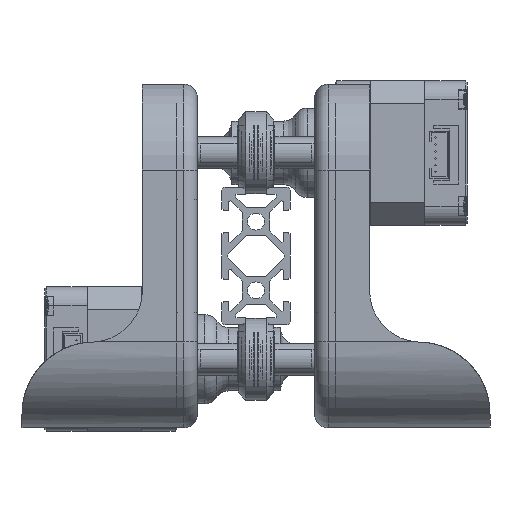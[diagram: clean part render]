
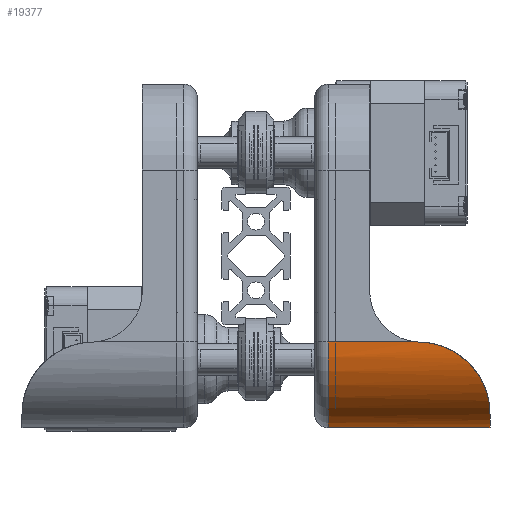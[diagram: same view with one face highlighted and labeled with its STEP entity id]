
A CAD part, left-side view. The second image highlights one B-rep face of the part: STEP entity #19377.
In plain terms, the highlighted cylindrical face has radius 25 mm (diameter 50 mm), a partial arc.
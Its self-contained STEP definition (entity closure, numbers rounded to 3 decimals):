
#18750=CARTESIAN_POINT('',(261.944,692.402,109.));
#18751=VERTEX_POINT('',#18750);
#18752=CARTESIAN_POINT('',(261.944,739.402,109.));
#18753=VERTEX_POINT('',#18752);
#18754=CARTESIAN_POINT('',(261.944,692.402,109.));
#18755=DIRECTION('',(-0.,1.,-0.));
#18756=VECTOR('',#18755,47.);
#18757=LINE('',#18754,#18756);
#18758=EDGE_CURVE('',#18751,#18753,#18757,.T.);
#18798=CARTESIAN_POINT('',(236.944,739.402,134.));
#18799=VERTEX_POINT('',#18798);
#18806=CARTESIAN_POINT('',(236.944,713.402,134.));
#18807=VERTEX_POINT('',#18806);
#18808=CARTESIAN_POINT('',(236.944,739.402,134.));
#18809=DIRECTION('',(0.,-1.,0.));
#18810=VECTOR('',#18809,26.);
#18811=LINE('',#18808,#18810);
#18812=EDGE_CURVE('',#18799,#18807,#18811,.T.);
#19297=CARTESIAN_POINT('',(261.944,740.402,134.));
#19298=DIRECTION('',(0.,-1.,0.));
#19299=DIRECTION('',(0.,-0.,-1.));
#19300=AXIS2_PLACEMENT_3D('',#19297,#19298,#19299);
#19301=CYLINDRICAL_SURFACE('',#19300,25.);
#19302=ORIENTED_EDGE('',*,*,#18812,.F.);
#19303=CARTESIAN_POINT('',(261.944,739.402,134.));
#19304=DIRECTION('',(-0.,-1.,0.));
#19305=DIRECTION('',(0.,0.,1.));
#19306=AXIS2_PLACEMENT_3D('',#19303,#19304,#19305);
#19307=CIRCLE('',#19306,25.);
#19308=EDGE_CURVE('',#18799,#18753,#19307,.T.);
#19309=ORIENTED_EDGE('',*,*,#19308,.T.);
#19310=ORIENTED_EDGE('',*,*,#18758,.F.);
#19311=CARTESIAN_POINT('',(248.379,692.402,113.));
#19312=VERTEX_POINT('',#19311);
#19313=CARTESIAN_POINT('',(261.944,692.402,134.));
#19314=DIRECTION('',(0.,-1.,0.));
#19315=DIRECTION('',(0.,-0.,-1.));
#19316=AXIS2_PLACEMENT_3D('',#19313,#19314,#19315);
#19317=CIRCLE('',#19316,25.);
#19318=EDGE_CURVE('',#19312,#18751,#19317,.T.);
#19319=ORIENTED_EDGE('',*,*,#19318,.F.);
#19320=CARTESIAN_POINT('',(248.379,692.402,113.));
#19321=CARTESIAN_POINT('',(247.082,692.402,113.838));
#19322=CARTESIAN_POINT('',(245.882,692.451,114.782));
#19323=CARTESIAN_POINT('',(244.776,692.593,115.826));
#19324=CARTESIAN_POINT('',(244.224,692.664,116.349));
#19325=CARTESIAN_POINT('',(243.695,692.758,116.896));
#19326=CARTESIAN_POINT('',(243.19,692.883,117.468));
#19327=CARTESIAN_POINT('',(242.686,693.007,118.04));
#19328=CARTESIAN_POINT('',(242.216,693.16,118.627));
#19329=CARTESIAN_POINT('',(241.779,693.345,119.222));
#19330=CARTESIAN_POINT('',(240.906,693.714,120.414));
#19331=CARTESIAN_POINT('',(240.165,694.212,121.646));
#19332=CARTESIAN_POINT('',(239.545,694.88,122.896));
#19333=CARTESIAN_POINT('',(239.39,695.046,123.208));
#19334=CARTESIAN_POINT('',(239.244,695.223,123.52));
#19335=CARTESIAN_POINT('',(239.107,695.408,123.827));
#19336=CARTESIAN_POINT('',(238.97,695.593,124.134));
#19337=CARTESIAN_POINT('',(238.842,695.787,124.439));
#19338=CARTESIAN_POINT('',(238.722,695.989,124.739));
#19339=CARTESIAN_POINT('',(238.483,696.395,125.34));
#19340=CARTESIAN_POINT('',(238.276,696.835,125.927));
#19341=CARTESIAN_POINT('',(238.096,697.313,126.497));
#19342=CARTESIAN_POINT('',(238.007,697.552,126.782));
#19343=CARTESIAN_POINT('',(237.924,697.801,127.062));
#19344=CARTESIAN_POINT('',(237.848,698.058,127.338));
#19345=CARTESIAN_POINT('',(237.772,698.316,127.614));
#19346=CARTESIAN_POINT('',(237.702,698.584,127.886));
#19347=CARTESIAN_POINT('',(237.638,698.858,128.149));
#19348=CARTESIAN_POINT('',(237.512,699.407,128.675));
#19349=CARTESIAN_POINT('',(237.41,699.982,129.171));
#19350=CARTESIAN_POINT('',(237.328,700.584,129.635));
#19351=CARTESIAN_POINT('',(237.246,701.186,130.099));
#19352=CARTESIAN_POINT('',(237.182,701.815,130.531));
#19353=CARTESIAN_POINT('',(237.133,702.471,130.931));
#19354=CARTESIAN_POINT('',(237.108,702.799,131.131));
#19355=CARTESIAN_POINT('',(237.087,703.135,131.323));
#19356=CARTESIAN_POINT('',(237.069,703.474,131.505));
#19357=CARTESIAN_POINT('',(237.05,703.813,131.687));
#19358=CARTESIAN_POINT('',(237.035,704.156,131.859));
#19359=CARTESIAN_POINT('',(237.022,704.503,132.021));
#19360=CARTESIAN_POINT('',(236.971,705.89,132.67));
#19361=CARTESIAN_POINT('',(236.956,707.337,133.164));
#19362=CARTESIAN_POINT('',(236.949,708.843,133.499));
#19363=CARTESIAN_POINT('',(236.947,709.22,133.583));
#19364=CARTESIAN_POINT('',(236.946,709.6,133.657));
#19365=CARTESIAN_POINT('',(236.945,709.979,133.719));
#19366=CARTESIAN_POINT('',(236.945,710.358,133.782));
#19367=CARTESIAN_POINT('',(236.944,710.737,133.834));
#19368=CARTESIAN_POINT('',(236.944,711.117,133.875));
#19369=CARTESIAN_POINT('',(236.944,711.877,133.959));
#19370=CARTESIAN_POINT('',(236.944,712.639,134.));
#19371=CARTESIAN_POINT('',(236.944,713.402,134.));
#19372=B_SPLINE_CURVE_WITH_KNOTS('',3,(#19320,#19321,#19322,#19323,#19324,#19325,#19326,#19327,#19328,#19329,#19330,#19331,#19332,#19333,#19334,#19335,#19336,#19337,#19338,#19339,#19340,#19341,#19342,#19343,#19344,#19345,
#19346,#19347,#19348,#19349,#19350,#19351,#19352,#19353,#19354,#19355,#19356,#19357,#19358,#19359,#19360,#19361,#19362,#19363,#19364,#19365,#19366,#19367,#19368,#19369,#19370,
#19371),.UNSPECIFIED.,.F.,.F.,(4,3,3,3,3,3,3,3,3,3,3,3,3,3,3,3,3,4),(0.04,0.044,0.047,0.049,0.053,0.054,0.056,0.058,0.059,0.06,0.062,0.065,0.066,0.067,0.072,0.073,0.074,0.076),.UNSPECIFIED.);
#19373=EDGE_CURVE('',#19312,#18807,#19372,.T.);
#19374=ORIENTED_EDGE('',*,*,#19373,.T.);
#19375=EDGE_LOOP('',(#19302,#19309,#19310,#19319,#19374));
#19376=FACE_BOUND('',#19375,.T.);
#19377=ADVANCED_FACE('',(#19376),#19301,.T.);
